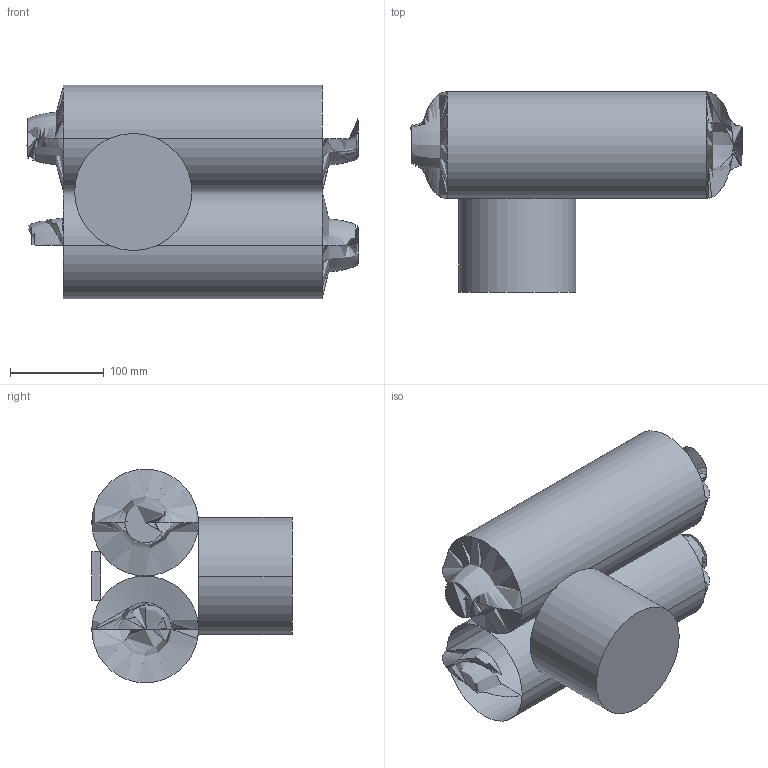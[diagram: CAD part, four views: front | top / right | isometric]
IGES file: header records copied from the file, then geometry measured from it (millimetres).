
Start section:  PTC IGES file: pt415-002_b.igs
Global section: file name: pt415-002_b.igs; native system: Pro/ENGINEER by Parametric Technology Corporation; preprocessor: 2004110; author: liuxiaokun; organization: Unknown; date: 080428.080956; units: millimetre
Bounding box: 354.54 x 214 x 228 mm (x, y, z)
Volume: 5262308.1 mm3; surface area: 294727.8 mm2
Topology: 4 solids, 4 shells, 22 faces, 43 edges, 24 vertices
Faces by surface type: revolution 14, bspline 8
